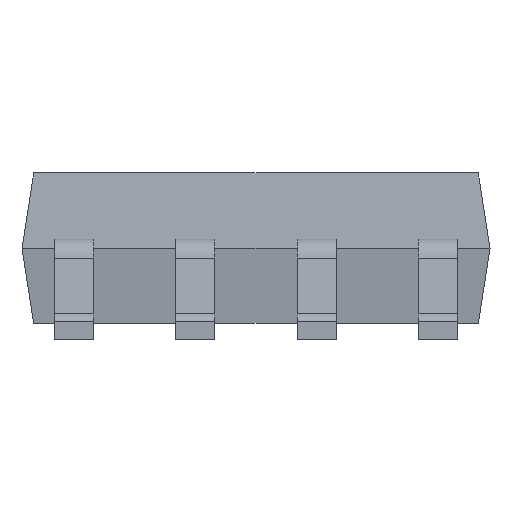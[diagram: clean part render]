
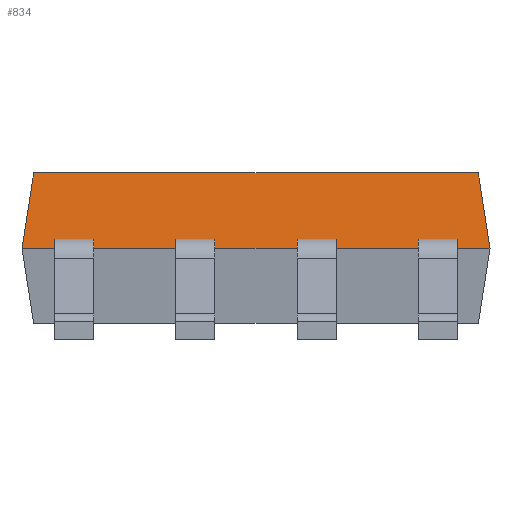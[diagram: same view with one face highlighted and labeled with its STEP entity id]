
A CAD part, left-side view. The second image highlights one B-rep face of the part: STEP entity #834.
In plain terms, the highlighted free-form (B-spline) face has degree [1, 1] with [2, 2] control points.
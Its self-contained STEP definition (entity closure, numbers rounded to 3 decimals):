
#24 = VERTEX_POINT('',#25);
#25 = CARTESIAN_POINT('',(-1.85,-2.33,1.75));
#31 = EDGE_CURVE('',#24,#32,#34,.T.);
#32 = VERTEX_POINT('',#33);
#33 = CARTESIAN_POINT('',(-1.85,2.33,1.75));
#34 = LINE('',#35,#36);
#35 = CARTESIAN_POINT('',(-1.85,-2.33,1.75));
#36 = VECTOR('',#37,1.);
#37 = DIRECTION('',(0.,1.,0.));
#639 = EDGE_CURVE('',#24,#640,#642,.T.);
#640 = VERTEX_POINT('',#641);
#641 = CARTESIAN_POINT('',(-1.948,-2.453,0.963));
#642 = B_SPLINE_CURVE_WITH_KNOTS('',1,(#643,#644),.UNSPECIFIED.,.F.,.F.,
  (2,2),(0.,1.),.PIECEWISE_BEZIER_KNOTS.);
#643 = CARTESIAN_POINT('',(-1.85,-2.33,1.75));
#644 = CARTESIAN_POINT('',(-1.948,-2.453,0.963));
#834 = ADVANCED_FACE('',(#835),#1000,.T.);
#835 = FACE_BOUND('',#836,.T.);
#836 = EDGE_LOOP('',(#837,#838,#839,#846,#854,#866,#873,#885,#893,#903,
    #910,#920,#928,#938,#945,#955,#963,#975,#982,#994));
#837 = ORIENTED_EDGE('',*,*,#639,.F.);
#838 = ORIENTED_EDGE('',*,*,#31,.T.);
#839 = ORIENTED_EDGE('',*,*,#840,.T.);
#840 = EDGE_CURVE('',#32,#841,#843,.T.);
#841 = VERTEX_POINT('',#842);
#842 = CARTESIAN_POINT('',(-1.948,2.453,0.963));
#843 = B_SPLINE_CURVE_WITH_KNOTS('',1,(#844,#845),.UNSPECIFIED.,.F.,.F.,
  (2,2),(0.,1.),.PIECEWISE_BEZIER_KNOTS.);
#844 = CARTESIAN_POINT('',(-1.85,2.33,1.75));
#845 = CARTESIAN_POINT('',(-1.948,2.453,0.963));
#846 = ORIENTED_EDGE('',*,*,#847,.F.);
#847 = EDGE_CURVE('',#848,#841,#850,.T.);
#848 = VERTEX_POINT('',#849);
#849 = CARTESIAN_POINT('',(-1.948,2.11,0.963));
#850 = LINE('',#851,#852);
#851 = CARTESIAN_POINT('',(-1.948,-2.453,0.963));
#852 = VECTOR('',#853,1.);
#853 = DIRECTION('',(0.,1.,0.));
#854 = ORIENTED_EDGE('',*,*,#855,.F.);
#855 = EDGE_CURVE('',#856,#848,#858,.T.);
#856 = VERTEX_POINT('',#857);
#857 = CARTESIAN_POINT('',(-1.936,2.11,1.058));
#858 = B_SPLINE_CURVE_WITH_KNOTS('',6,(#859,#860,#861,#862,#863,#864,
    #865),.UNSPECIFIED.,.F.,.F.,(7,7),(0.,1.),.PIECEWISE_BEZIER_KNOTS.);
#859 = CARTESIAN_POINT('',(-1.936,2.11,1.058));
#860 = CARTESIAN_POINT('',(-1.938,2.11,1.041));
#861 = CARTESIAN_POINT('',(-1.939,2.11,1.028));
#862 = CARTESIAN_POINT('',(-1.942,2.11,1.011));
#863 = CARTESIAN_POINT('',(-1.944,2.11,0.989));
#864 = CARTESIAN_POINT('',(-1.947,2.11,0.968));
#865 = CARTESIAN_POINT('',(-1.948,2.11,0.963));
#866 = ORIENTED_EDGE('',*,*,#867,.T.);
#867 = EDGE_CURVE('',#856,#868,#870,.T.);
#868 = VERTEX_POINT('',#869);
#869 = CARTESIAN_POINT('',(-1.936,1.7,1.058));
#870 = B_SPLINE_CURVE_WITH_KNOTS('',1,(#871,#872),.UNSPECIFIED.,.F.,.F.,
  (2,2),(0.,1.),.PIECEWISE_BEZIER_KNOTS.);
#871 = CARTESIAN_POINT('',(-1.936,2.11,1.058));
#872 = CARTESIAN_POINT('',(-1.936,1.7,1.058));
#873 = ORIENTED_EDGE('',*,*,#874,.T.);
#874 = EDGE_CURVE('',#868,#875,#877,.T.);
#875 = VERTEX_POINT('',#876);
#876 = CARTESIAN_POINT('',(-1.948,1.7,0.963));
#877 = B_SPLINE_CURVE_WITH_KNOTS('',6,(#878,#879,#880,#881,#882,#883,
    #884),.UNSPECIFIED.,.F.,.F.,(7,7),(0.,1.),.PIECEWISE_BEZIER_KNOTS.);
#878 = CARTESIAN_POINT('',(-1.936,1.7,1.058));
#879 = CARTESIAN_POINT('',(-1.938,1.7,1.039));
#880 = CARTESIAN_POINT('',(-1.94,1.7,1.026));
#881 = CARTESIAN_POINT('',(-1.942,1.7,1.009));
#882 = CARTESIAN_POINT('',(-1.944,1.7,0.988));
#883 = CARTESIAN_POINT('',(-1.947,1.7,0.967));
#884 = CARTESIAN_POINT('',(-1.948,1.7,0.963));
#885 = ORIENTED_EDGE('',*,*,#886,.F.);
#886 = EDGE_CURVE('',#887,#875,#889,.T.);
#887 = VERTEX_POINT('',#888);
#888 = CARTESIAN_POINT('',(-1.948,0.84,0.963));
#889 = LINE('',#890,#891);
#890 = CARTESIAN_POINT('',(-1.948,-2.453,0.963));
#891 = VECTOR('',#892,1.);
#892 = DIRECTION('',(0.,1.,0.));
#893 = ORIENTED_EDGE('',*,*,#894,.F.);
#894 = EDGE_CURVE('',#895,#887,#897,.T.);
#895 = VERTEX_POINT('',#896);
#896 = CARTESIAN_POINT('',(-1.936,0.84,1.058));
#897 = B_SPLINE_CURVE_WITH_KNOTS('',4,(#898,#899,#900,#901,#902),
  .UNSPECIFIED.,.F.,.F.,(5,5),(0.,1.),.PIECEWISE_BEZIER_KNOTS.);
#898 = CARTESIAN_POINT('',(-1.936,0.84,1.058));
#899 = CARTESIAN_POINT('',(-1.939,0.84,1.034));
#900 = CARTESIAN_POINT('',(-1.942,0.84,1.01));
#901 = CARTESIAN_POINT('',(-1.945,0.84,0.986));
#902 = CARTESIAN_POINT('',(-1.948,0.84,0.963));
#903 = ORIENTED_EDGE('',*,*,#904,.T.);
#904 = EDGE_CURVE('',#895,#905,#907,.T.);
#905 = VERTEX_POINT('',#906);
#906 = CARTESIAN_POINT('',(-1.936,0.43,1.058));
#907 = B_SPLINE_CURVE_WITH_KNOTS('',1,(#908,#909),.UNSPECIFIED.,.F.,.F.,
  (2,2),(0.,1.),.PIECEWISE_BEZIER_KNOTS.);
#908 = CARTESIAN_POINT('',(-1.936,0.84,1.058));
#909 = CARTESIAN_POINT('',(-1.936,0.43,1.058));
#910 = ORIENTED_EDGE('',*,*,#911,.T.);
#911 = EDGE_CURVE('',#905,#912,#914,.T.);
#912 = VERTEX_POINT('',#913);
#913 = CARTESIAN_POINT('',(-1.948,0.43,0.963));
#914 = B_SPLINE_CURVE_WITH_KNOTS('',4,(#915,#916,#917,#918,#919),
  .UNSPECIFIED.,.F.,.F.,(5,5),(0.,1.),.PIECEWISE_BEZIER_KNOTS.);
#915 = CARTESIAN_POINT('',(-1.936,0.43,1.058));
#916 = CARTESIAN_POINT('',(-1.939,0.43,1.034));
#917 = CARTESIAN_POINT('',(-1.942,0.43,1.01));
#918 = CARTESIAN_POINT('',(-1.945,0.43,0.986));
#919 = CARTESIAN_POINT('',(-1.948,0.43,0.963));
#920 = ORIENTED_EDGE('',*,*,#921,.F.);
#921 = EDGE_CURVE('',#922,#912,#924,.T.);
#922 = VERTEX_POINT('',#923);
#923 = CARTESIAN_POINT('',(-1.948,-0.43,0.963));
#924 = LINE('',#925,#926);
#925 = CARTESIAN_POINT('',(-1.948,-2.453,0.963));
#926 = VECTOR('',#927,1.);
#927 = DIRECTION('',(0.,1.,0.));
#928 = ORIENTED_EDGE('',*,*,#929,.F.);
#929 = EDGE_CURVE('',#930,#922,#932,.T.);
#930 = VERTEX_POINT('',#931);
#931 = CARTESIAN_POINT('',(-1.936,-0.43,1.058));
#932 = B_SPLINE_CURVE_WITH_KNOTS('',4,(#933,#934,#935,#936,#937),
  .UNSPECIFIED.,.F.,.F.,(5,5),(0.,1.),.PIECEWISE_BEZIER_KNOTS.);
#933 = CARTESIAN_POINT('',(-1.936,-0.43,1.058));
#934 = CARTESIAN_POINT('',(-1.939,-0.43,1.034));
#935 = CARTESIAN_POINT('',(-1.942,-0.43,1.01));
#936 = CARTESIAN_POINT('',(-1.945,-0.43,0.986));
#937 = CARTESIAN_POINT('',(-1.948,-0.43,0.963));
#938 = ORIENTED_EDGE('',*,*,#939,.T.);
#939 = EDGE_CURVE('',#930,#940,#942,.T.);
#940 = VERTEX_POINT('',#941);
#941 = CARTESIAN_POINT('',(-1.936,-0.84,1.058));
#942 = B_SPLINE_CURVE_WITH_KNOTS('',1,(#943,#944),.UNSPECIFIED.,.F.,.F.,
  (2,2),(0.,1.),.PIECEWISE_BEZIER_KNOTS.);
#943 = CARTESIAN_POINT('',(-1.936,-0.43,1.058));
#944 = CARTESIAN_POINT('',(-1.936,-0.84,1.058));
#945 = ORIENTED_EDGE('',*,*,#946,.T.);
#946 = EDGE_CURVE('',#940,#947,#949,.T.);
#947 = VERTEX_POINT('',#948);
#948 = CARTESIAN_POINT('',(-1.948,-0.84,0.963));
#949 = B_SPLINE_CURVE_WITH_KNOTS('',4,(#950,#951,#952,#953,#954),
  .UNSPECIFIED.,.F.,.F.,(5,5),(0.,1.),.PIECEWISE_BEZIER_KNOTS.);
#950 = CARTESIAN_POINT('',(-1.936,-0.84,1.058));
#951 = CARTESIAN_POINT('',(-1.939,-0.84,1.034));
#952 = CARTESIAN_POINT('',(-1.942,-0.84,1.01));
#953 = CARTESIAN_POINT('',(-1.945,-0.84,0.986));
#954 = CARTESIAN_POINT('',(-1.948,-0.84,0.963));
#955 = ORIENTED_EDGE('',*,*,#956,.F.);
#956 = EDGE_CURVE('',#957,#947,#959,.T.);
#957 = VERTEX_POINT('',#958);
#958 = CARTESIAN_POINT('',(-1.948,-1.7,0.963));
#959 = LINE('',#960,#961);
#960 = CARTESIAN_POINT('',(-1.948,-2.453,0.963));
#961 = VECTOR('',#962,1.);
#962 = DIRECTION('',(0.,1.,0.));
#963 = ORIENTED_EDGE('',*,*,#964,.F.);
#964 = EDGE_CURVE('',#965,#957,#967,.T.);
#965 = VERTEX_POINT('',#966);
#966 = CARTESIAN_POINT('',(-1.936,-1.7,1.058));
#967 = B_SPLINE_CURVE_WITH_KNOTS('',6,(#968,#969,#970,#971,#972,#973,
    #974),.UNSPECIFIED.,.F.,.F.,(7,7),(0.,1.),.PIECEWISE_BEZIER_KNOTS.);
#968 = CARTESIAN_POINT('',(-1.936,-1.7,1.058));
#969 = CARTESIAN_POINT('',(-1.938,-1.7,1.039));
#970 = CARTESIAN_POINT('',(-1.94,-1.7,1.026));
#971 = CARTESIAN_POINT('',(-1.942,-1.7,1.009));
#972 = CARTESIAN_POINT('',(-1.944,-1.7,0.988));
#973 = CARTESIAN_POINT('',(-1.947,-1.7,0.967));
#974 = CARTESIAN_POINT('',(-1.948,-1.7,0.963));
#975 = ORIENTED_EDGE('',*,*,#976,.T.);
#976 = EDGE_CURVE('',#965,#977,#979,.T.);
#977 = VERTEX_POINT('',#978);
#978 = CARTESIAN_POINT('',(-1.936,-2.11,1.058));
#979 = B_SPLINE_CURVE_WITH_KNOTS('',1,(#980,#981),.UNSPECIFIED.,.F.,.F.,
  (2,2),(0.,1.),.PIECEWISE_BEZIER_KNOTS.);
#980 = CARTESIAN_POINT('',(-1.936,-1.7,1.058));
#981 = CARTESIAN_POINT('',(-1.936,-2.11,1.058));
#982 = ORIENTED_EDGE('',*,*,#983,.T.);
#983 = EDGE_CURVE('',#977,#984,#986,.T.);
#984 = VERTEX_POINT('',#985);
#985 = CARTESIAN_POINT('',(-1.948,-2.11,0.963));
#986 = B_SPLINE_CURVE_WITH_KNOTS('',6,(#987,#988,#989,#990,#991,#992,
    #993),.UNSPECIFIED.,.F.,.F.,(7,7),(0.,1.),.PIECEWISE_BEZIER_KNOTS.);
#987 = CARTESIAN_POINT('',(-1.936,-2.11,1.058));
#988 = CARTESIAN_POINT('',(-1.938,-2.11,1.041));
#989 = CARTESIAN_POINT('',(-1.939,-2.11,1.028));
#990 = CARTESIAN_POINT('',(-1.942,-2.11,1.011));
#991 = CARTESIAN_POINT('',(-1.944,-2.11,0.989));
#992 = CARTESIAN_POINT('',(-1.947,-2.11,0.968));
#993 = CARTESIAN_POINT('',(-1.948,-2.11,0.963));
#994 = ORIENTED_EDGE('',*,*,#995,.F.);
#995 = EDGE_CURVE('',#640,#984,#996,.T.);
#996 = LINE('',#997,#998);
#997 = CARTESIAN_POINT('',(-1.948,-2.453,0.963));
#998 = VECTOR('',#999,1.);
#999 = DIRECTION('',(0.,1.,0.));
#1000 = B_SPLINE_SURFACE_WITH_KNOTS('',1,1,(
    (#1001,#1002)
    ,(#1003,#1004
    )),.UNSPECIFIED.,.F.,.F.,.F.,(2,2),(2,2),(0.,4.905),(0.,1.),
  .PIECEWISE_BEZIER_KNOTS.);
#1001 = CARTESIAN_POINT('',(-1.85,-2.33,1.75));
#1002 = CARTESIAN_POINT('',(-1.948,-2.453,0.963));
#1003 = CARTESIAN_POINT('',(-1.85,2.33,1.75));
#1004 = CARTESIAN_POINT('',(-1.948,2.453,0.963));
